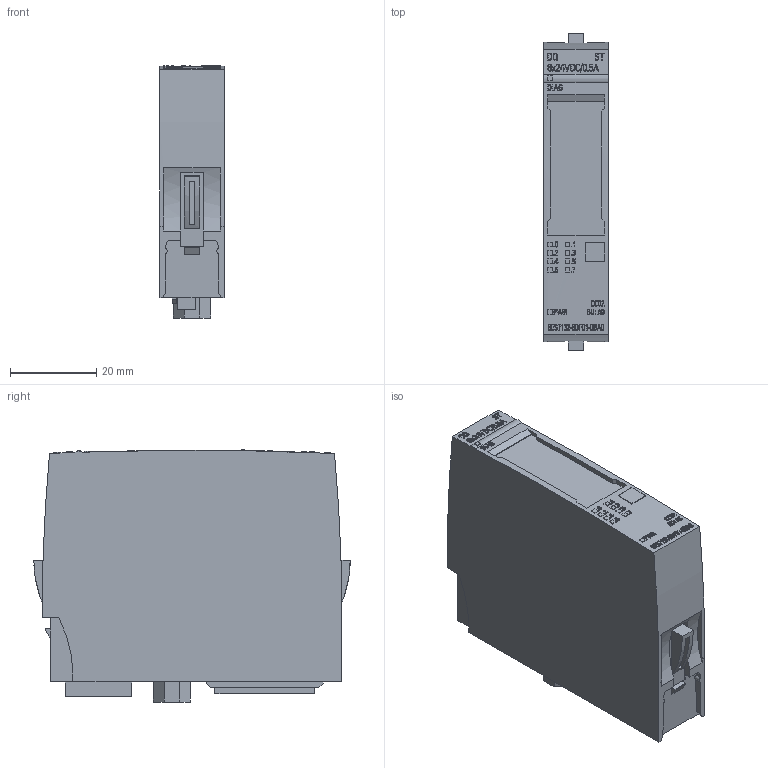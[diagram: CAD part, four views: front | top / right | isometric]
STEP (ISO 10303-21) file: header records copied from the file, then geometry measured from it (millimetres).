
FILE_DESCRIPTION(/* description */ (''),/* implementation_level */ '2;1');
FILE_NAME(/* name */ '6ES7132-6BF01-0BA0_3d.stp',/* time_stamp */ '2017-10-12T15:10:09+08:00',/* author */ ('xxx'),/* organization */ ('Siemens'),/* preprocessor_version */ 'ST-DEVELOPER v16',/* originating_system */ 'SIEMENS PLM Software NX 10.0',/* authorisation */ '');
FILE_SCHEMA (('AUTOMOTIVE_DESIGN { 1 0 10303 214 3 1 1 1 }'));
Products named in the file (3): A5E43256419A_001; A5E43244419A_001; A5E43256365A_001
Assembly tree (2 placements, depth 2):
  A5E43256365A_001
    A5E43244419A_001
    A5E43256419A_001
Bounding box: 15 x 73.2 x 58.34 mm (x, y, z)
Volume: 52702.8 mm3; surface area: 14091.5 mm2
Topology: 69 solids, 69 shells, 1268 faces, 3121 edges, 2080 vertices
Faces by surface type: plane 926, extrusion 184, cylinder 158
Full cylindrical faces by diameter (mm): 3 x3
Entity records: 57218 total; most frequent: CARTESIAN_POINT 18681, ORIENTED_EDGE 6236, DIRECTION 5688, EDGE_CURVE 3118, VECTOR 2346, LINE 2162, VERTEX_POINT 2080, AXIS2_PLACEMENT_3D 1671
